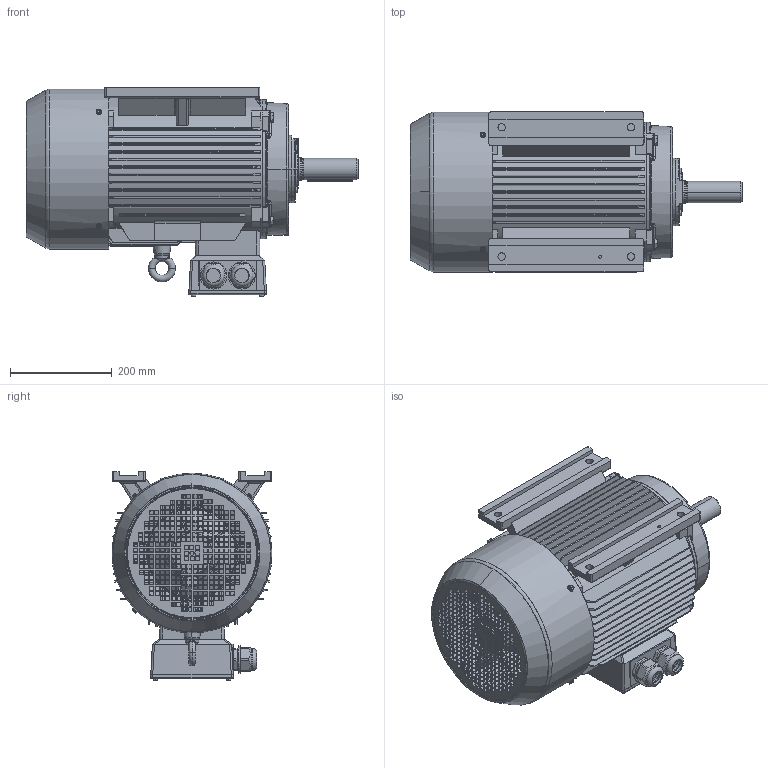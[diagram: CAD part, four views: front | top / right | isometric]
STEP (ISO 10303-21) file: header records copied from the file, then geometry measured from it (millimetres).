
FILE_DESCRIPTION(/* description */ (''),/* implementation_level */ '2;1');
FILE_NAME(/* name */ 'JM1-160L-B3.stp',/* time_stamp */ '2016-07-07T09:50:12+08:00',/* author */ (''),/* organization */ (''),/* preprocessor_version */ 'ST-DEVELOPER v15',/* originating_system */ 'SIEMENS PLM Software NX 8.5',/* authorisation */ '');
FILE_SCHEMA (('AUTOMOTIVE_DESIGN { 1 0 10303 214 3 1 1 1 }'));
Length unit declared in the file: millimetre
Products named in the file (1): pc063483D2x3an
Bounding box: 651.95 x 314 x 410 mm (x, y, z)
Volume: 8653134.5 mm3; surface area: 2707535.1 mm2
Topology: 60 solids, 60 shells, 4531 faces, 11997 edges, 7717 vertices
Faces by surface type: plane 2471, cylinder 1066, torus 438, cone 320, bspline 208, sphere 28
Full cylindrical faces by diameter (mm): 4.48 x8, 5 x8, 5.3 x4, 5.35 x8, 6 x8, 7 x8, 9.026 x8, 10 x12, 11.2 x8, 16 x1, 27.5 x2, 32.5 x4, 38.75 x12, 40 x4, 41.25 x12, 43.125 x2, 53.125 x2, 311 x1, 314 x1
Entity records: 155970 total; most frequent: CARTESIAN_POINT 44037, ORIENTED_EDGE 23286, DIRECTION 21681, EDGE_CURVE 11643, VERTEX_POINT 7594, AXIS2_PLACEMENT_3D 7388, LINE 6905, VECTOR 6905
